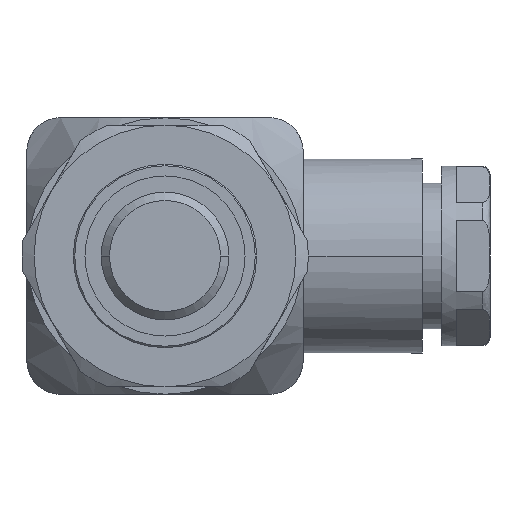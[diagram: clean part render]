
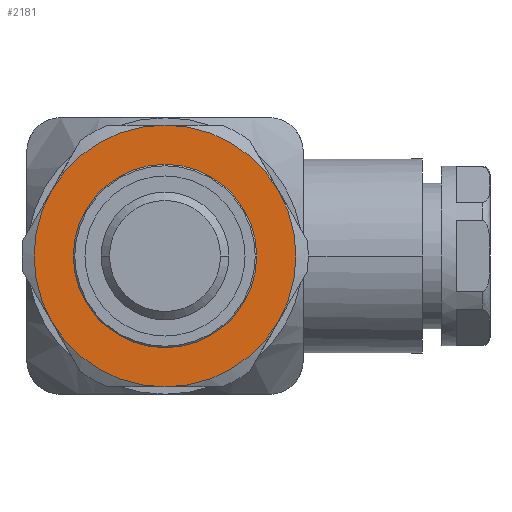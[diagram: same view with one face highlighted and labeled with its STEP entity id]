
A CAD part, front view. The second image highlights one B-rep face of the part: STEP entity #2181.
In plain terms, the highlighted free-form (B-spline) face has degree [1, 1] with [2, 2] control points.
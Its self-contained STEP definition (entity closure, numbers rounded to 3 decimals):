
#20=CARTESIAN_POINT('',(0.,0.,0.));
#21=DIRECTION('',(0.,1.,0.));
#22=DIRECTION('',(0.,0.,-1.));
#23=AXIS2_PLACEMENT_3D('',#20,#21,#22);
#25=CARTESIAN_POINT('',(0.,0.,0.));
#26=DIRECTION('',(0.,1.,0.));
#27=DIRECTION('',(-0.866,0.,-0.5));
#28=AXIS2_PLACEMENT_3D('',#25,#26,#27);
#30=CARTESIAN_POINT('',(0.,0.,0.));
#31=DIRECTION('',(0.,1.,0.));
#32=DIRECTION('',(-0.866,0.,0.5));
#33=AXIS2_PLACEMENT_3D('',#30,#31,#32);
#35=CARTESIAN_POINT('',(0.,0.,0.));
#36=DIRECTION('',(0.,1.,0.));
#37=DIRECTION('',(0.,0.,1.));
#38=AXIS2_PLACEMENT_3D('',#35,#36,#37);
#40=CARTESIAN_POINT('',(0.,0.,0.));
#41=DIRECTION('',(0.,1.,0.));
#42=DIRECTION('',(0.866,0.,0.5));
#43=AXIS2_PLACEMENT_3D('',#40,#41,#42);
#45=CARTESIAN_POINT('',(0.,0.,0.));
#46=DIRECTION('',(0.,1.,0.));
#47=DIRECTION('',(0.866,0.,-0.5));
#48=AXIS2_PLACEMENT_3D('',#45,#46,#47);
#50=CARTESIAN_POINT('',(0.,0.,0.));
#51=DIRECTION('',(0.,-1.,0.));
#52=DIRECTION('',(1.,0.,0.));
#53=AXIS2_PLACEMENT_3D('',#50,#51,#52);
#55=CARTESIAN_POINT('',(0.,0.,0.));
#56=DIRECTION('',(0.,-1.,0.));
#57=DIRECTION('',(-1.,0.,0.));
#58=AXIS2_PLACEMENT_3D('',#55,#56,#57);
#126=CARTESIAN_POINT('',(11.691,0.,
-6.75));
#275=CARTESIAN_POINT('',(-11.691,0.,
6.75));
#1834=CARTESIAN_POINT('',(0.,0.,-13.5));
#1835=CARTESIAN_POINT('',(-11.691,0.,-6.75));
#1836=VERTEX_POINT('',#1834);
#1837=VERTEX_POINT('',#1835);
#1838=CARTESIAN_POINT('',(0.,0.,13.5));
#1839=CARTESIAN_POINT('',(11.691,0.,6.75));
#1840=VERTEX_POINT('',#1838);
#1841=VERTEX_POINT('',#1839);
#1870=VERTEX_POINT('',#275);
#1872=VERTEX_POINT('',#126);
#1914=CARTESIAN_POINT('',(9.45,0.,0.));
#1915=CARTESIAN_POINT('',(-9.45,0.,0.));
#1916=VERTEX_POINT('',#1914);
#1917=VERTEX_POINT('',#1915);
#2156=CARTESIAN_POINT('',(-14.04,0.,14.04));
#2157=CARTESIAN_POINT('',(-14.04,0.,-14.04));
#2158=CARTESIAN_POINT('',(14.04,0.,14.04));
#2159=CARTESIAN_POINT('',(14.04,0.,-14.04));
#2160=B_SPLINE_SURFACE_WITH_KNOTS('',1,1,((#2156,#2157),(#2158,#2159)),
.UNSPECIFIED.,.F.,.F.,.F.,(2,2),(2,2),(-14.04,14.04),(-14.04,
14.04),.UNSPECIFIED.);
#2162=ORIENTED_EDGE('',*,*,#2161,.T.);
#2164=ORIENTED_EDGE('',*,*,#2163,.T.);
#2166=ORIENTED_EDGE('',*,*,#2165,.T.);
#2168=ORIENTED_EDGE('',*,*,#2167,.T.);
#2170=ORIENTED_EDGE('',*,*,#2169,.T.);
#2172=ORIENTED_EDGE('',*,*,#2171,.T.);
#2173=EDGE_LOOP('',(#2162,#2164,#2166,#2168,#2170,#2172));
#2174=FACE_OUTER_BOUND('',#2173,.F.);
#2176=ORIENTED_EDGE('',*,*,#2175,.T.);
#2178=ORIENTED_EDGE('',*,*,#2177,.T.);
#2179=EDGE_LOOP('',(#2176,#2178));
#2180=FACE_BOUND('',#2179,.F.);
#2181=ADVANCED_FACE('',(#2174,#2180),#2160,.F.);
#24=CIRCLE('',#23,13.5);
#29=CIRCLE('',#28,13.5);
#34=CIRCLE('',#33,13.5);
#39=CIRCLE('',#38,13.5);
#44=CIRCLE('',#43,13.5);
#49=CIRCLE('',#48,13.5);
#54=CIRCLE('',#53,9.45);
#59=CIRCLE('',#58,9.45);
#2161=EDGE_CURVE('',#1836,#1837,#24,.T.);
#2163=EDGE_CURVE('',#1837,#1870,#29,.T.);
#2165=EDGE_CURVE('',#1870,#1840,#34,.T.);
#2167=EDGE_CURVE('',#1840,#1841,#39,.T.);
#2169=EDGE_CURVE('',#1841,#1872,#44,.T.);
#2171=EDGE_CURVE('',#1872,#1836,#49,.T.);
#2175=EDGE_CURVE('',#1916,#1917,#54,.T.);
#2177=EDGE_CURVE('',#1917,#1916,#59,.T.);
